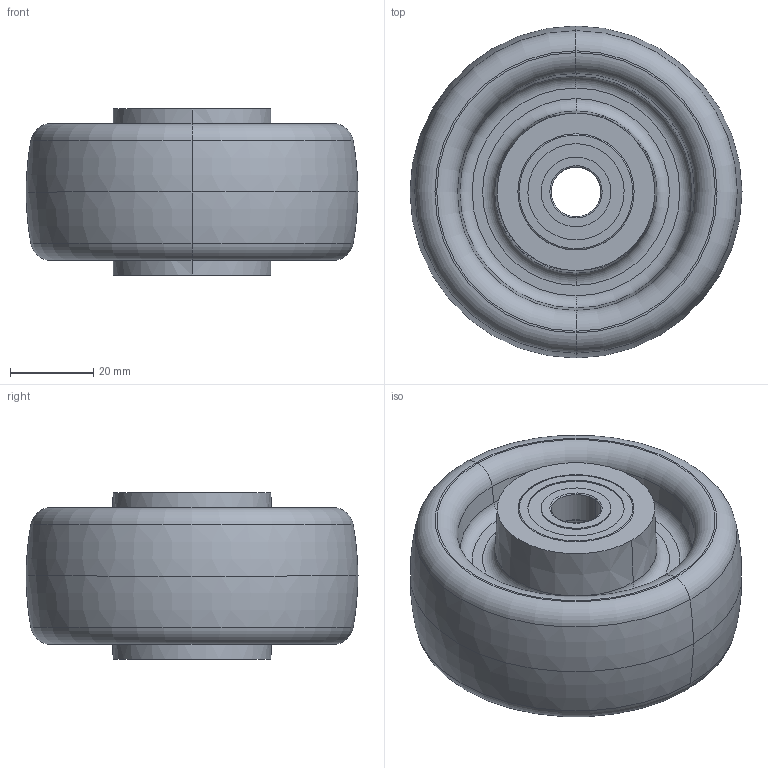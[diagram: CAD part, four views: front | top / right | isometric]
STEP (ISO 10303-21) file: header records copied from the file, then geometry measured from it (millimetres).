
FILE_DESCRIPTION (( 'STEP AP214' ), '1' );
FILE_NAME ('0022816.step', '2022-06-23T11:26:56', ( '' ), ( '' ), 'SwSTEP 2.0', 'SolidWorks 2020', '' );
FILE_SCHEMA (( 'AUTOMOTIVE_DESIGN' ));
Length unit declared in the file: millimetre
Products named in the file (1): 0022816
Bounding box: 80 x 80 x 40.1 mm (x, y, z)
Volume: 125189.2 mm3; surface area: 36448.9 mm2
Topology: 12 solids, 12 shells, 142 faces, 284 edges, 166 vertices
Faces by surface type: torus 60, cylinder 46, plane 24, cone 12
Entity records: 5477 total; most frequent: DIRECTION 796, CARTESIAN_POINT 593, ORIENTED_EDGE 568, AXIS2_PLACEMENT_3D 369, EDGE_CURVE 284, CIRCLE 226, EDGE_LOOP 166, VERTEX_POINT 166
